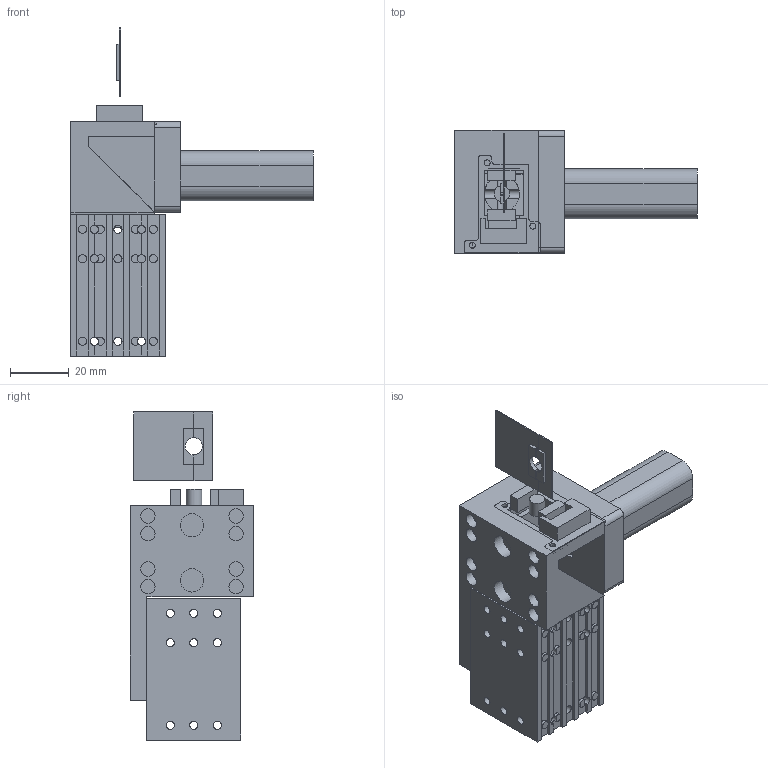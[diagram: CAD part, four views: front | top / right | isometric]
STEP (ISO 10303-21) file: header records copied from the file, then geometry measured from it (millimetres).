
FILE_DESCRIPTION(/* description */ (''),/* implementation_level */ '2;1');
FILE_NAME(/* name */ 'Assembly_cellSTORM_laserbase_v3.iam.step',/* time_stamp */ '2022-11-29T08:59:18+01:00',/* author */ ('diederichbenedict'),/* organization */ (''),/* preprocessor_version */ 'ST-DEVELOPER v18.1',/* originating_system */ 'Autodesk Inventor 2022',/* authorisation */ '');
FILE_SCHEMA (('AUTOMOTIVE_DESIGN { 1 0 10303 214 3 1 1 }'));
Length unit declared in the file: millimetre
Products named in the file (9): Assembly_cellSTORM_laserbase_v3; 30_cellSTORM_laserbase_base_v3; 02_Nanoscopy_Chip; 00_LASER_640nm; 00_KES400; 00_KES400_Bluray_Lens; 00_KES_Bluray_Magnet; 00_KES400_Lens; 30_cellSTORM_laserbase_ESP32cameradapter_v3
Assembly tree (8 placements, depth 3):
  Assembly_cellSTORM_laserbase_v3
    30_cellSTORM_laserbase_base_v3
    02_Nanoscopy_Chip
    00_LASER_640nm
    00_KES400
      00_KES400_Bluray_Lens
      00_KES_Bluray_Magnet
      00_KES400_Lens
    30_cellSTORM_laserbase_ESP32cameradapter_v3
Bounding box: 82.3 x 41.75 x 111.35 mm (x, y, z)
Volume: 90609.2 mm3; surface area: 37317.2 mm2
Topology: 10 solids, 10 shells, 310 faces, 917 edges, 587 vertices
Faces by surface type: plane 176, cylinder 134
Full cylindrical faces by diameter (mm): 2 x6, 2.8 x79, 2.9 x4, 3 x2, 4.9 x8, 5 x1, 5.297 x1, 5.825 x1, 7.9 x2, 12 x2
Entity records: 11443 total; most frequent: CARTESIAN_POINT 2317, DIRECTION 1901, ORIENTED_EDGE 1834, EDGE_CURVE 917, AXIS2_PLACEMENT_3D 690, VERTEX_POINT 587, LINE 521, VECTOR 521
